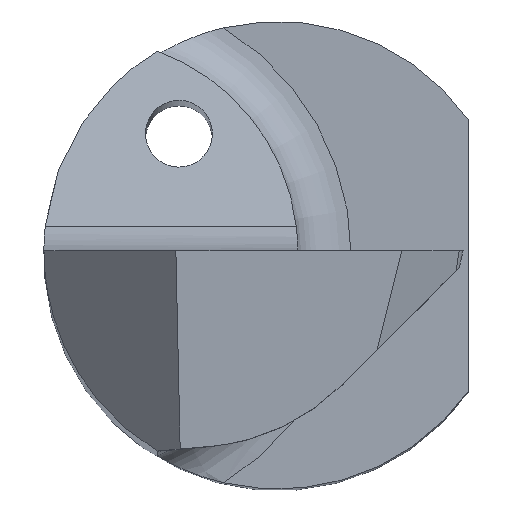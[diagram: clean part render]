
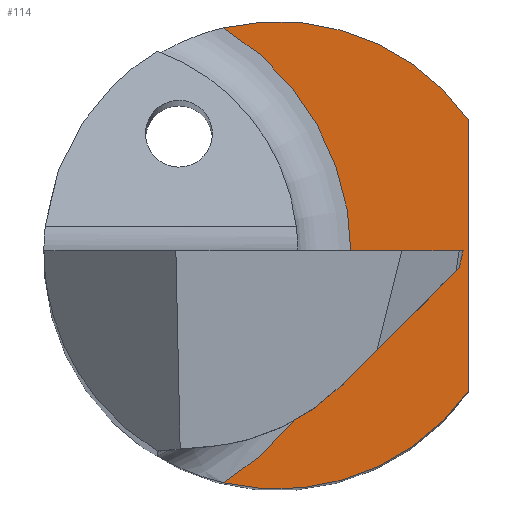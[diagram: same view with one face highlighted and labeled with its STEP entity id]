
A CAD part, top view. The second image highlights one B-rep face of the part: STEP entity #114.
In plain terms, the highlighted planar face has unit normal (0, 0, 1).
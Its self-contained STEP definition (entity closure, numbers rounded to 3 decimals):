
#47 = DIRECTION ( 'NONE',  ( 1., 0., 0. ) ) ;
#75 = ORIENTED_EDGE ( 'NONE', *, *, #417, .T. ) ;
#105 = CARTESIAN_POINT ( 'NONE',  ( 0., 0., 15. ) ) ;
#107 = CARTESIAN_POINT ( 'NONE',  ( 2.85, -2.032, 15. ) ) ;
#112 = CARTESIAN_POINT ( 'NONE',  ( 0., 0., 15. ) ) ;
#114 = ADVANCED_FACE ( 'NONE', ( #570 ), #165, .T. ) ;
#147 = CARTESIAN_POINT ( 'NONE',  ( 2.85, 2.032, 15. ) ) ;
#154 = CARTESIAN_POINT ( 'NONE',  ( -0.809, -3.405, 15. ) ) ;
#163 = DIRECTION ( 'NONE',  ( 0., 0., 1. ) ) ;
#165 = PLANE ( 'NONE',  #463 ) ;
#170 = EDGE_CURVE ( 'NONE', #583, #289, #438, .T. ) ;
#189 = ORIENTED_EDGE ( 'NONE', *, *, #170, .T. ) ;
#205 = AXIS2_PLACEMENT_3D ( 'NONE', #105, #163, #696 ) ;
#217 = VERTEX_POINT ( 'NONE', #154 ) ;
#262 = CARTESIAN_POINT ( 'NONE',  ( -2.891, 0., 15. ) ) ;
#276 = DIRECTION ( 'NONE',  ( 0., 0., 1. ) ) ;
#283 = DIRECTION ( 'NONE',  ( 1., 0., 0. ) ) ;
#289 = VERTEX_POINT ( 'NONE', #415 ) ;
#299 = AXIS2_PLACEMENT_3D ( 'NONE', #262, #429, #669 ) ;
#323 = AXIS2_PLACEMENT_3D ( 'NONE', #112, #276, #283 ) ;
#415 = CARTESIAN_POINT ( 'NONE',  ( -0.809, 3.405, 15. ) ) ;
#417 = EDGE_CURVE ( 'NONE', #289, #217, #633, .T. ) ;
#429 = DIRECTION ( 'NONE',  ( 0., 0., -1. ) ) ;
#438 = CIRCLE ( 'NONE', #323, 3.5 ) ;
#439 = VECTOR ( 'NONE', #502, 1000. ) ;
#463 = AXIS2_PLACEMENT_3D ( 'NONE', #755, #510, #47 ) ;
#472 = CIRCLE ( 'NONE', #205, 3.5 ) ;
#481 = ORIENTED_EDGE ( 'NONE', *, *, #720, .T. ) ;
#502 = DIRECTION ( 'NONE',  ( 0., 1., 0. ) ) ;
#510 = DIRECTION ( 'NONE',  ( 0., 0., 1. ) ) ;
#513 = CARTESIAN_POINT ( 'NONE',  ( 2.85, 2.032, 15. ) ) ;
#524 = LINE ( 'NONE', #147, #439 ) ;
#570 = FACE_OUTER_BOUND ( 'NONE', #637, .T. ) ;
#579 = VERTEX_POINT ( 'NONE', #107 ) ;
#583 = VERTEX_POINT ( 'NONE', #513 ) ;
#610 = EDGE_CURVE ( 'NONE', #579, #583, #524, .T. ) ;
#633 = CIRCLE ( 'NONE', #299, 3.991 ) ;
#637 = EDGE_LOOP ( 'NONE', ( #189, #75, #481, #757 ) ) ;
#669 = DIRECTION ( 'NONE',  ( 1., 0., 0. ) ) ;
#696 = DIRECTION ( 'NONE',  ( 1., 0., 0. ) ) ;
#720 = EDGE_CURVE ( 'NONE', #217, #579, #472, .T. ) ;
#755 = CARTESIAN_POINT ( 'NONE',  ( -0.325, -0.054, 15. ) ) ;
#757 = ORIENTED_EDGE ( 'NONE', *, *, #610, .T. ) ;
